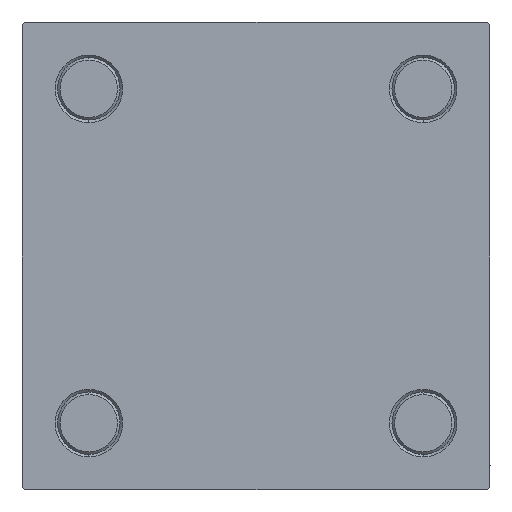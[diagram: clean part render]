
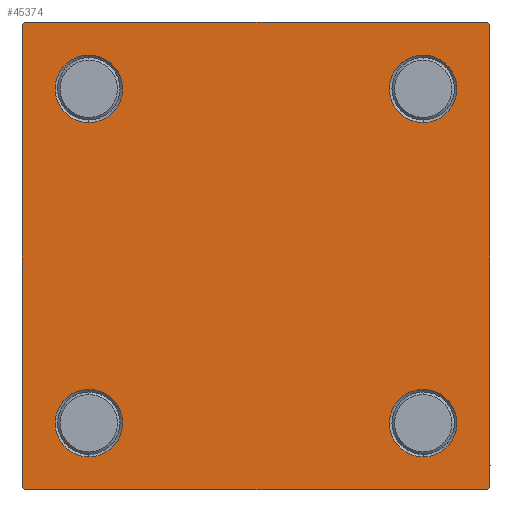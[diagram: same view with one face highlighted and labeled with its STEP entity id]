
A CAD part, left-side view. The second image highlights one B-rep face of the part: STEP entity #45374.
In plain terms, the highlighted planar face has unit normal (-1, 0, 0).
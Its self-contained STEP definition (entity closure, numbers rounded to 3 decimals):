
#529 = ORIENTED_EDGE ( 'NONE', *, *, #43717, .T. ) ;
#640 = ORIENTED_EDGE ( 'NONE', *, *, #9931, .T. ) ;
#996 = CARTESIAN_POINT ( 'NONE',  ( 0., -32.15, -25.65 ) ) ;
#1127 = AXIS2_PLACEMENT_3D ( 'NONE', #23271, #23760, #38678 ) ;
#1163 = CARTESIAN_POINT ( 'NONE',  ( 0., -32.15, 32.15 ) ) ;
#1174 = ORIENTED_EDGE ( 'NONE', *, *, #36432, .T. ) ;
#1737 = CARTESIAN_POINT ( 'NONE',  ( 0., 32.15, 32.15 ) ) ;
#2266 = FACE_BOUND ( 'NONE', #7929, .T. ) ;
#2954 = LINE ( 'NONE', #18326, #36966 ) ;
#3792 = VERTEX_POINT ( 'NONE', #10806 ) ;
#3837 = VECTOR ( 'NONE', #11219, 1000. ) ;
#3842 = CARTESIAN_POINT ( 'NONE',  ( 0., -45., -44.5 ) ) ;
#4062 = EDGE_CURVE ( 'NONE', #13771, #11728, #28938, .T. ) ;
#4926 = LINE ( 'NONE', #8209, #13558 ) ;
#5277 = LINE ( 'NONE', #9812, #30102 ) ;
#5416 = VERTEX_POINT ( 'NONE', #44042 ) ;
#5679 = VERTEX_POINT ( 'NONE', #12932 ) ;
#6268 = FACE_BOUND ( 'NONE', #30602, .T. ) ;
#6379 = EDGE_CURVE ( 'NONE', #18568, #31385, #49528, .T. ) ;
#6397 = EDGE_LOOP ( 'NONE', ( #529, #13191, #14084, #25933, #44883, #17411, #6890, #39833 ) ) ;
#6546 = EDGE_CURVE ( 'NONE', #29482, #47096, #48720, .T. ) ;
#6778 = LINE ( 'NONE', #36355, #27125 ) ;
#6890 = ORIENTED_EDGE ( 'NONE', *, *, #35314, .F. ) ;
#7929 = EDGE_LOOP ( 'NONE', ( #24897, #15766 ) ) ;
#8209 = CARTESIAN_POINT ( 'NONE',  ( 0., -44.75, -44.75 ) ) ;
#9083 = EDGE_CURVE ( 'NONE', #10791, #3792, #13062, .T. ) ;
#9580 = CARTESIAN_POINT ( 'NONE',  ( 0., 0., 0. ) ) ;
#9812 = CARTESIAN_POINT ( 'NONE',  ( 0., 45., -45. ) ) ;
#9894 = AXIS2_PLACEMENT_3D ( 'NONE', #49069, #48831, #49306 ) ;
#9931 = EDGE_CURVE ( 'NONE', #3792, #10791, #12298, .T. ) ;
#10458 = CARTESIAN_POINT ( 'NONE',  ( 0., -32.15, 32.15 ) ) ;
#10737 = VERTEX_POINT ( 'NONE', #23054 ) ;
#10791 = VERTEX_POINT ( 'NONE', #24051 ) ;
#10806 = CARTESIAN_POINT ( 'NONE',  ( 0., 32.15, -25.65 ) ) ;
#11219 = DIRECTION ( 'NONE',  ( 0., 0., -1. ) ) ;
#11263 = AXIS2_PLACEMENT_3D ( 'NONE', #1737, #13335, #44132 ) ;
#11728 = VERTEX_POINT ( 'NONE', #3842 ) ;
#11961 = DIRECTION ( 'NONE',  ( 0., 0., 1. ) ) ;
#12210 = LINE ( 'NONE', #42247, #3837 ) ;
#12298 = CIRCLE ( 'NONE', #40524, 6.5 ) ;
#12420 = VERTEX_POINT ( 'NONE', #43785 ) ;
#12453 = CARTESIAN_POINT ( 'NONE',  ( 0., 44.5, -45. ) ) ;
#12494 = EDGE_CURVE ( 'NONE', #47096, #29482, #40522, .T. ) ;
#12932 = CARTESIAN_POINT ( 'NONE',  ( 0., 45., -44.5 ) ) ;
#13062 = CIRCLE ( 'NONE', #19499, 6.5 ) ;
#13191 = ORIENTED_EDGE ( 'NONE', *, *, #24669, .T. ) ;
#13335 = DIRECTION ( 'NONE',  ( 1., 0., 0. ) ) ;
#13558 = VECTOR ( 'NONE', #43301, 1000. ) ;
#13771 = VERTEX_POINT ( 'NONE', #25768 ) ;
#14084 = ORIENTED_EDGE ( 'NONE', *, *, #16650, .T. ) ;
#14314 = DIRECTION ( 'NONE',  ( 0., 0.707, -0.707 ) ) ;
#14497 = DIRECTION ( 'NONE',  ( 0., 0.707, 0.707 ) ) ;
#14735 = DIRECTION ( 'NONE',  ( 0., 0., 1. ) ) ;
#15766 = ORIENTED_EDGE ( 'NONE', *, *, #12494, .T. ) ;
#15846 = VECTOR ( 'NONE', #14497, 1000. ) ;
#15999 = DIRECTION ( 'NONE',  ( 1., 0., 0. ) ) ;
#16650 = EDGE_CURVE ( 'NONE', #47481, #31161, #5277, .T. ) ;
#16726 = CIRCLE ( 'NONE', #46514, 6.5 ) ;
#17327 = DIRECTION ( 'NONE',  ( 0., 0., 1. ) ) ;
#17411 = ORIENTED_EDGE ( 'NONE', *, *, #23166, .T. ) ;
#17782 = CARTESIAN_POINT ( 'NONE',  ( 0., -44.75, 44.75 ) ) ;
#18201 = EDGE_LOOP ( 'NONE', ( #44826, #32036 ) ) ;
#18326 = CARTESIAN_POINT ( 'NONE',  ( 0., 44.75, 44.75 ) ) ;
#18568 = VERTEX_POINT ( 'NONE', #44443 ) ;
#19499 = AXIS2_PLACEMENT_3D ( 'NONE', #48933, #48207, #47959 ) ;
#20402 = DIRECTION ( 'NONE',  ( 0., -1., 0. ) ) ;
#20846 = AXIS2_PLACEMENT_3D ( 'NONE', #9580, #25199, #24960 ) ;
#21368 = AXIS2_PLACEMENT_3D ( 'NONE', #1163, #47126, #17327 ) ;
#21648 = CARTESIAN_POINT ( 'NONE',  ( 0., 45., 45. ) ) ;
#21827 = EDGE_LOOP ( 'NONE', ( #640, #49292 ) ) ;
#22040 = ORIENTED_EDGE ( 'NONE', *, *, #6379, .T. ) ;
#22529 = CIRCLE ( 'NONE', #11263, 6.5 ) ;
#22901 = AXIS2_PLACEMENT_3D ( 'NONE', #10458, #30339, #14735 ) ;
#23054 = CARTESIAN_POINT ( 'NONE',  ( 0., 32.15, 25.65 ) ) ;
#23166 = EDGE_CURVE ( 'NONE', #13771, #25115, #25088, .T. ) ;
#23271 = CARTESIAN_POINT ( 'NONE',  ( 0., -32.15, -32.15 ) ) ;
#23760 = DIRECTION ( 'NONE',  ( 1., 0., 0. ) ) ;
#24051 = CARTESIAN_POINT ( 'NONE',  ( 0., 32.15, -38.65 ) ) ;
#24669 = EDGE_CURVE ( 'NONE', #5679, #47481, #6778, .T. ) ;
#24897 = ORIENTED_EDGE ( 'NONE', *, *, #6546, .T. ) ;
#24960 = DIRECTION ( 'NONE',  ( 0., 0., 1. ) ) ;
#25088 = LINE ( 'NONE', #17782, #15846 ) ;
#25115 = VERTEX_POINT ( 'NONE', #37527 ) ;
#25199 = DIRECTION ( 'NONE',  ( -1., 0., 0. ) ) ;
#25768 = CARTESIAN_POINT ( 'NONE',  ( 0., -45., 44.5 ) ) ;
#25933 = ORIENTED_EDGE ( 'NONE', *, *, #30800, .T. ) ;
#27125 = VECTOR ( 'NONE', #36605, 1000. ) ;
#28760 = FACE_OUTER_BOUND ( 'NONE', #6397, .T. ) ;
#28938 = LINE ( 'NONE', #44342, #39653 ) ;
#28969 = EDGE_CURVE ( 'NONE', #12420, #10737, #16726, .T. ) ;
#29482 = VERTEX_POINT ( 'NONE', #996 ) ;
#29738 = FACE_BOUND ( 'NONE', #18201, .T. ) ;
#30102 = VECTOR ( 'NONE', #20402, 1000. ) ;
#30339 = DIRECTION ( 'NONE',  ( 1., 0., 0. ) ) ;
#30602 = EDGE_LOOP ( 'NONE', ( #22040, #1174 ) ) ;
#30800 = EDGE_CURVE ( 'NONE', #31161, #11728, #4926, .T. ) ;
#30978 = CIRCLE ( 'NONE', #21368, 6.5 ) ;
#31161 = VERTEX_POINT ( 'NONE', #43740 ) ;
#31385 = VERTEX_POINT ( 'NONE', #48514 ) ;
#32036 = ORIENTED_EDGE ( 'NONE', *, *, #35274, .T. ) ;
#32233 = VECTOR ( 'NONE', #45110, 1000. ) ;
#33243 = LINE ( 'NONE', #21648, #32233 ) ;
#35274 = EDGE_CURVE ( 'NONE', #10737, #12420, #22529, .T. ) ;
#35314 = EDGE_CURVE ( 'NONE', #5416, #25115, #33243, .T. ) ;
#35533 = CARTESIAN_POINT ( 'NONE',  ( 0., -32.15, -38.65 ) ) ;
#36355 = CARTESIAN_POINT ( 'NONE',  ( 0., 44.75, -44.75 ) ) ;
#36432 = EDGE_CURVE ( 'NONE', #31385, #18568, #30978, .T. ) ;
#36468 = DIRECTION ( 'NONE',  ( 1., 0., 0. ) ) ;
#36605 = DIRECTION ( 'NONE',  ( 0., -0.707, -0.707 ) ) ;
#36940 = VERTEX_POINT ( 'NONE', #44159 ) ;
#36966 = VECTOR ( 'NONE', #14314, 1000. ) ;
#37527 = CARTESIAN_POINT ( 'NONE',  ( 0., -44.5, 45. ) ) ;
#38416 = DIRECTION ( 'NONE',  ( 0., 0., 1. ) ) ;
#38678 = DIRECTION ( 'NONE',  ( 0., 0., 1. ) ) ;
#39653 = VECTOR ( 'NONE', #49126, 1000. ) ;
#39700 = CARTESIAN_POINT ( 'NONE',  ( 0., 32.15, -32.15 ) ) ;
#39833 = ORIENTED_EDGE ( 'NONE', *, *, #46231, .T. ) ;
#40255 = CARTESIAN_POINT ( 'NONE',  ( 0., 32.15, 32.15 ) ) ;
#40522 = CIRCLE ( 'NONE', #9894, 6.5 ) ;
#40524 = AXIS2_PLACEMENT_3D ( 'NONE', #39700, #15999, #11961 ) ;
#42247 = CARTESIAN_POINT ( 'NONE',  ( 0., 45., 45. ) ) ;
#43301 = DIRECTION ( 'NONE',  ( 0., -0.707, 0.707 ) ) ;
#43717 = EDGE_CURVE ( 'NONE', #36940, #5679, #12210, .T. ) ;
#43740 = CARTESIAN_POINT ( 'NONE',  ( 0., -44.5, -45. ) ) ;
#43785 = CARTESIAN_POINT ( 'NONE',  ( 0., 32.15, 38.65 ) ) ;
#44042 = CARTESIAN_POINT ( 'NONE',  ( 0., 44.5, 45. ) ) ;
#44132 = DIRECTION ( 'NONE',  ( 0., 0., 1. ) ) ;
#44159 = CARTESIAN_POINT ( 'NONE',  ( 0., 45., 44.5 ) ) ;
#44166 = PLANE ( 'NONE',  #20846 ) ;
#44342 = CARTESIAN_POINT ( 'NONE',  ( 0., -45., 45. ) ) ;
#44443 = CARTESIAN_POINT ( 'NONE',  ( 0., -32.15, 38.65 ) ) ;
#44826 = ORIENTED_EDGE ( 'NONE', *, *, #28969, .T. ) ;
#44883 = ORIENTED_EDGE ( 'NONE', *, *, #4062, .F. ) ;
#45110 = DIRECTION ( 'NONE',  ( 0., -1., 0. ) ) ;
#45374 = ADVANCED_FACE ( 'NONE', ( #6268, #2266, #48703, #29738, #28760 ), #44166, .T. ) ;
#46231 = EDGE_CURVE ( 'NONE', #5416, #36940, #2954, .T. ) ;
#46514 = AXIS2_PLACEMENT_3D ( 'NONE', #40255, #36468, #38416 ) ;
#47096 = VERTEX_POINT ( 'NONE', #35533 ) ;
#47126 = DIRECTION ( 'NONE',  ( 1., 0., 0. ) ) ;
#47481 = VERTEX_POINT ( 'NONE', #12453 ) ;
#47959 = DIRECTION ( 'NONE',  ( 0., 0., 1. ) ) ;
#48207 = DIRECTION ( 'NONE',  ( 1., 0., 0. ) ) ;
#48514 = CARTESIAN_POINT ( 'NONE',  ( 0., -32.15, 25.65 ) ) ;
#48703 = FACE_BOUND ( 'NONE', #21827, .T. ) ;
#48720 = CIRCLE ( 'NONE', #1127, 6.5 ) ;
#48831 = DIRECTION ( 'NONE',  ( 1., 0., 0. ) ) ;
#48933 = CARTESIAN_POINT ( 'NONE',  ( 0., 32.15, -32.15 ) ) ;
#49069 = CARTESIAN_POINT ( 'NONE',  ( 0., -32.15, -32.15 ) ) ;
#49126 = DIRECTION ( 'NONE',  ( 0., 0., -1. ) ) ;
#49292 = ORIENTED_EDGE ( 'NONE', *, *, #9083, .T. ) ;
#49306 = DIRECTION ( 'NONE',  ( 0., 0., 1. ) ) ;
#49528 = CIRCLE ( 'NONE', #22901, 6.5 ) ;
